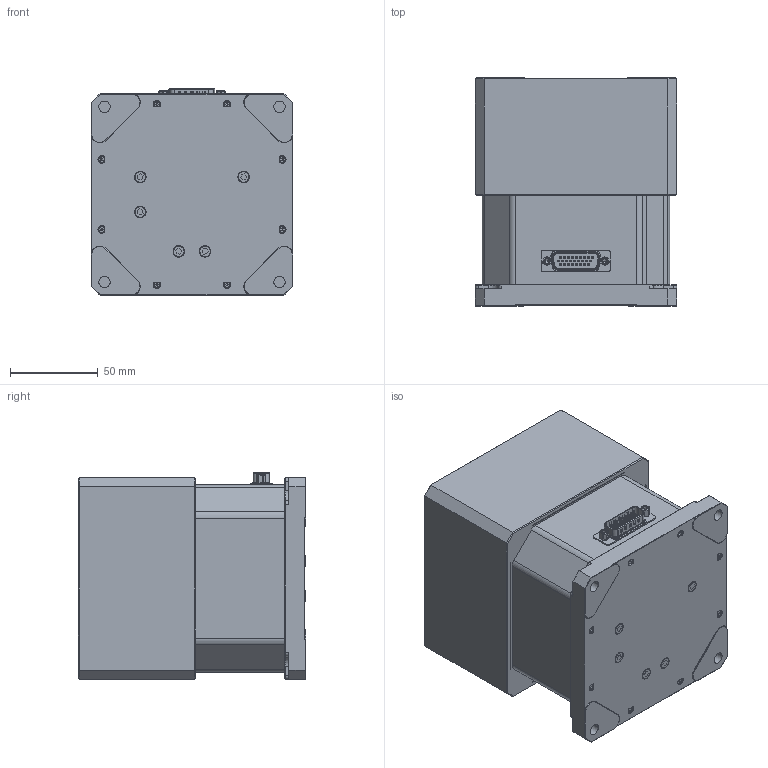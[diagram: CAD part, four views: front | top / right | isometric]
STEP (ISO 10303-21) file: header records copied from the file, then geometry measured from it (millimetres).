
FILE_DESCRIPTION (( 'STEP AP214' ), '1' );
FILE_NAME ('526952.STEP', '2022-03-24T10:03:27', ( '' ), ( '' ), 'SwSTEP 2.0', 'SolidWorks 2020', '' );
FILE_SCHEMA (( 'AUTOMOTIVE_DESIGN' ));
Length unit declared in the file: millimetre
Products named in the file (1): 526952
Bounding box: 115.03 x 130 x 117.8 mm (x, y, z)
Volume: 1583555.7 mm3; surface area: 93569.5 mm2
Topology: 1 solids, 26 shells, 1498 faces, 3726 edges, 2272 vertices
Faces by surface type: plane 555, cylinder 554, torus 154, sphere 82, cone 79, bspline 74
Entity records: 50492 total; most frequent: CARTESIAN_POINT 15844, DIRECTION 7396, ORIENTED_EDGE 7106, EDGE_CURVE 3553, AXIS2_PLACEMENT_3D 2836, VERTEX_POINT 2220, LINE 1724, VECTOR 1724
